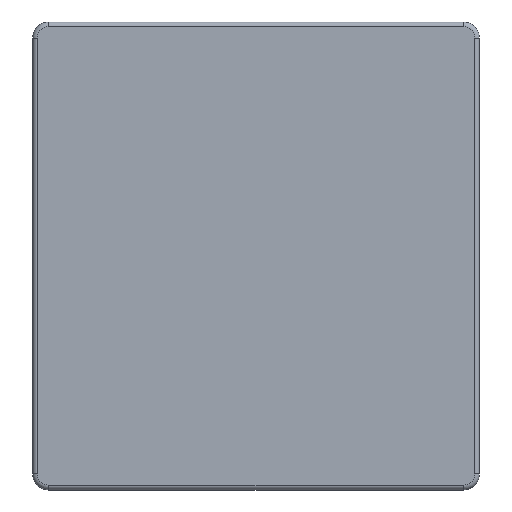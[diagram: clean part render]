
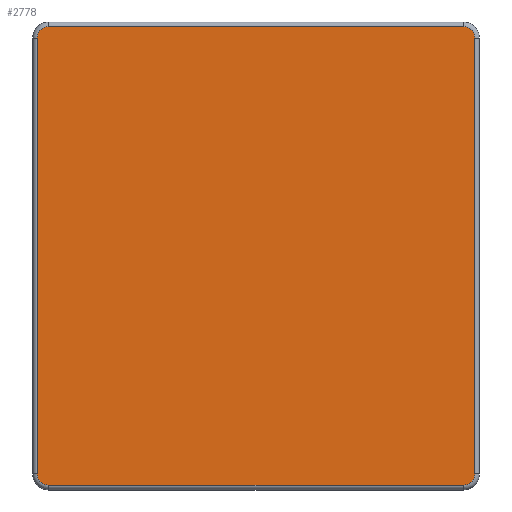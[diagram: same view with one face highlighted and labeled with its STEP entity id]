
A CAD part, top view. The second image highlights one B-rep face of the part: STEP entity #2778.
In plain terms, the highlighted planar face has unit normal (0, 0, 1).
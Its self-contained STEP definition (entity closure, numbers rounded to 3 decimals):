
#25 = VERTEX_POINT ( 'NONE', #4849 ) ;
#399 = CARTESIAN_POINT ( 'NONE',  ( 1.295, -1.43, 0.51 ) ) ;
#982 = CARTESIAN_POINT ( 'NONE',  ( 1.295, -1.36, 0.51 ) ) ;
#1043 = DIRECTION ( 'NONE',  ( 1., 0., 0. ) ) ;
#1940 = DIRECTION ( 'NONE',  ( 0., 0., 1. ) ) ;
#1950 = EDGE_LOOP ( 'NONE', ( #11189, #4010, #10838, #5599, #5066, #11567, #7665, #14667 ) ) ;
#2042 = VERTEX_POINT ( 'NONE', #6647 ) ;
#2122 = DIRECTION ( 'NONE',  ( 0., 0., 1. ) ) ;
#2172 = DIRECTION ( 'NONE',  ( 1., 0., 0. ) ) ;
#2725 = DIRECTION ( 'NONE',  ( 0., -1., 0. ) ) ;
#2775 = DIRECTION ( 'NONE',  ( 1., 0., 0. ) ) ;
#2778 = ADVANCED_FACE ( 'NONE', ( #8473 ), #11660, .T. ) ;
#3366 = AXIS2_PLACEMENT_3D ( 'NONE', #5743, #14088, #6951 ) ;
#3457 = LINE ( 'NONE', #5093, #15285 ) ;
#3502 = VECTOR ( 'NONE', #5289, 1000. ) ;
#3859 = VECTOR ( 'NONE', #12928, 1000. ) ;
#3892 = CARTESIAN_POINT ( 'NONE',  ( -1.295, 1.43, 0.51 ) ) ;
#4010 = ORIENTED_EDGE ( 'NONE', *, *, #13972, .T. ) ;
#4241 = LINE ( 'NONE', #399, #13391 ) ;
#4849 = CARTESIAN_POINT ( 'NONE',  ( 1.295, -1.43, 0.51 ) ) ;
#5066 = ORIENTED_EDGE ( 'NONE', *, *, #8712, .T. ) ;
#5093 = CARTESIAN_POINT ( 'NONE',  ( -1.365, -1.36, 0.51 ) ) ;
#5289 = DIRECTION ( 'NONE',  ( 0., 1., 0. ) ) ;
#5297 = VERTEX_POINT ( 'NONE', #9677 ) ;
#5599 = ORIENTED_EDGE ( 'NONE', *, *, #14186, .T. ) ;
#5743 = CARTESIAN_POINT ( 'NONE',  ( -1.295, -1.36, 0.51 ) ) ;
#6244 = VERTEX_POINT ( 'NONE', #3892 ) ;
#6285 = AXIS2_PLACEMENT_3D ( 'NONE', #9283, #2122, #10491 ) ;
#6627 = CIRCLE ( 'NONE', #14960, 0.07 ) ;
#6647 = CARTESIAN_POINT ( 'NONE',  ( 1.365, -1.36, 0.51 ) ) ;
#6666 = LINE ( 'NONE', #7644, #3502 ) ;
#6951 = DIRECTION ( 'NONE',  ( 1., 0., 0. ) ) ;
#7206 = CARTESIAN_POINT ( 'NONE',  ( 1.295, 1.43, 0.51 ) ) ;
#7315 = VERTEX_POINT ( 'NONE', #14686 ) ;
#7644 = CARTESIAN_POINT ( 'NONE',  ( 1.365, 1.36, 0.51 ) ) ;
#7665 = ORIENTED_EDGE ( 'NONE', *, *, #9733, .T. ) ;
#8191 = DIRECTION ( 'NONE',  ( 0., 0., 1. ) ) ;
#8473 = FACE_OUTER_BOUND ( 'NONE', #1950, .T. ) ;
#8712 = EDGE_CURVE ( 'NONE', #14956, #12868, #11549, .T. ) ;
#9093 = CARTESIAN_POINT ( 'NONE',  ( 1.295, 1.36, 0.51 ) ) ;
#9198 = EDGE_CURVE ( 'NONE', #12868, #6244, #10191, .T. ) ;
#9283 = CARTESIAN_POINT ( 'NONE',  ( 1.295, -1.36, 0.51 ) ) ;
#9331 = DIRECTION ( 'NONE',  ( 0., 0., 1. ) ) ;
#9677 = CARTESIAN_POINT ( 'NONE',  ( -1.295, -1.43, 0.51 ) ) ;
#9733 = EDGE_CURVE ( 'NONE', #6244, #11849, #6627, .T. ) ;
#10191 = LINE ( 'NONE', #11721, #3859 ) ;
#10217 = EDGE_CURVE ( 'NONE', #11849, #7315, #3457, .T. ) ;
#10308 = DIRECTION ( 'NONE',  ( 1., 0., 0. ) ) ;
#10491 = DIRECTION ( 'NONE',  ( 1., 0., 0. ) ) ;
#10838 = ORIENTED_EDGE ( 'NONE', *, *, #14502, .T. ) ;
#10851 = CARTESIAN_POINT ( 'NONE',  ( 1.365, 1.36, 0.51 ) ) ;
#10937 = AXIS2_PLACEMENT_3D ( 'NONE', #982, #9331, #2172 ) ;
#10960 = CIRCLE ( 'NONE', #6285, 0.07 ) ;
#11017 = CARTESIAN_POINT ( 'NONE',  ( -1.365, 1.36, 0.51 ) ) ;
#11189 = ORIENTED_EDGE ( 'NONE', *, *, #14289, .T. ) ;
#11497 = CIRCLE ( 'NONE', #3366, 0.07 ) ;
#11549 = CIRCLE ( 'NONE', #12951, 0.07 ) ;
#11567 = ORIENTED_EDGE ( 'NONE', *, *, #9198, .T. ) ;
#11660 = PLANE ( 'NONE',  #10937 ) ;
#11721 = CARTESIAN_POINT ( 'NONE',  ( -1.295, 1.43, 0.51 ) ) ;
#11849 = VERTEX_POINT ( 'NONE', #11017 ) ;
#12868 = VERTEX_POINT ( 'NONE', #7206 ) ;
#12928 = DIRECTION ( 'NONE',  ( -1., 0., 0. ) ) ;
#12951 = AXIS2_PLACEMENT_3D ( 'NONE', #9093, #1940, #10308 ) ;
#13391 = VECTOR ( 'NONE', #2775, 1000. ) ;
#13972 = EDGE_CURVE ( 'NONE', #5297, #25, #4241, .T. ) ;
#14088 = DIRECTION ( 'NONE',  ( 0., 0., 1. ) ) ;
#14186 = EDGE_CURVE ( 'NONE', #2042, #14956, #6666, .T. ) ;
#14289 = EDGE_CURVE ( 'NONE', #7315, #5297, #11497, .T. ) ;
#14502 = EDGE_CURVE ( 'NONE', #25, #2042, #10960, .T. ) ;
#14667 = ORIENTED_EDGE ( 'NONE', *, *, #10217, .T. ) ;
#14686 = CARTESIAN_POINT ( 'NONE',  ( -1.365, -1.36, 0.51 ) ) ;
#14956 = VERTEX_POINT ( 'NONE', #10851 ) ;
#14960 = AXIS2_PLACEMENT_3D ( 'NONE', #15335, #8191, #1043 ) ;
#15285 = VECTOR ( 'NONE', #2725, 1000. ) ;
#15335 = CARTESIAN_POINT ( 'NONE',  ( -1.295, 1.36, 0.51 ) ) ;
